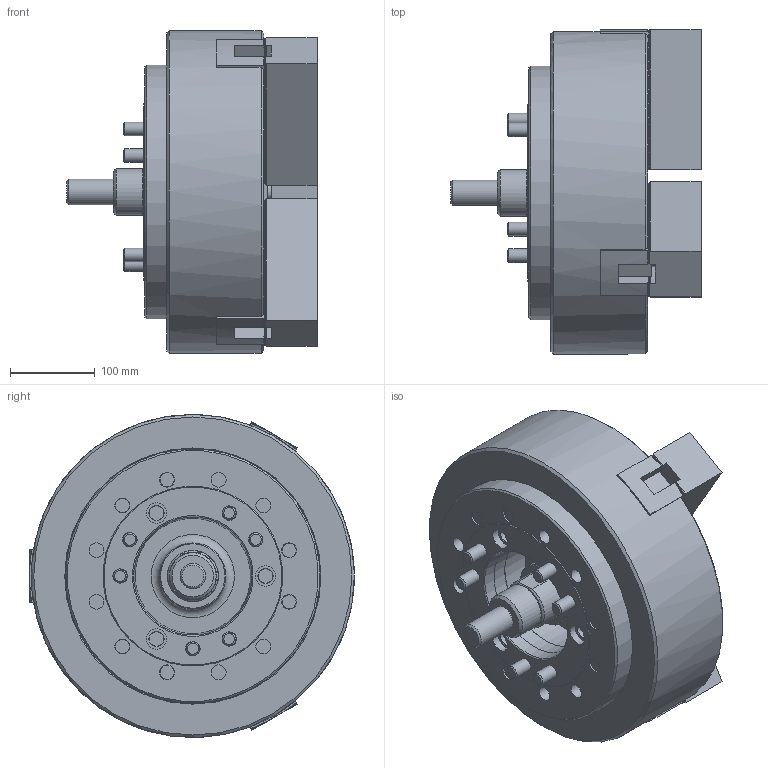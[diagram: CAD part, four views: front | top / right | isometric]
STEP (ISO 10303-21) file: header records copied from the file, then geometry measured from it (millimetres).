
FILE_DESCRIPTION (( 'STEP AP203' ), '1' );
FILE_NAME ('CF-3P-215A8.STEP', '2024-03-13T09:18:20', ( '' ), ( '' ), 'SwSTEP 2.0', 'SolidWorks 2020', '' );
FILE_SCHEMA (( 'CONFIG_CONTROL_DESIGN' ));
Length unit declared in the file: millimetre
Products named in the file (15): CF-3P-215A8; CF-3P-215-02010; 圓頭內六角螺栓_M8x16; CF-3P-215-03000; 圓頭內六角螺栓_M20x55; CF-3H-215-04000(寬25.5)(T型塊); 圓頭內六角螺栓_M20x115; CF-3P-215-04010; 圓頭內六角螺栓_M30x125(全牙); 3P-15-05000; 3H-15-11000-A8法蘭; 3P-15-06000; 圓頭內六角螺栓_M16x40; CF-3P-215-01010; SJ-15P
Assembly tree (37 placements, depth 2):
  CF-3P-215A8
    CF-3P-215-01010
    CF-3P-215-02010
    CF-3P-215-03000  x3
    CF-3H-215-04000(寬25.5)(T型塊)  x3
    CF-3P-215-04010
    3P-15-05000
    3P-15-06000
    SJ-15P  x3
    圓頭內六角螺栓_M8x16  x3
    圓頭內六角螺栓_M20x55  x6
    圓頭內六角螺栓_M20x115  x6
    圓頭內六角螺栓_M30x125(全牙)
    3H-15-11000-A8法蘭
    圓頭內六角螺栓_M16x40  x6
Bounding box: 295.2 x 382.95 x 380.93 mm (x, y, z)
Volume: 15644693.4 mm3; surface area: 1350508.6 mm2
Topology: 37 solids, 37 shells, 5538 faces, 16025 edges, 10628 vertices
Faces by surface type: plane 4095, cylinder 1281, cone 158, torus 4
Full cylindrical faces by diameter (mm): 5 x1, 6.8 x4, 8 x3, 8.5 x3, 9 x3, 10.2 x3, 13 x3, 14 x3, 16 x6, 17 x9, 17.5 x18, 20 x12, 21 x12, 24 x9, 25 x6, 26 x6, 26.5 x1, 27 x1, 30 x14, 32 x12, 45 x1, 47 x1, 55 x1, 58 x1, 60 x1, 60.5 x1, 61 x1, 78 x1, 131 x1, 136 x1
Entity records: 65014 total; most frequent: CARTESIAN_POINT 13600, ORIENTED_EDGE 10912, DIRECTION 9163, EDGE_CURVE 5456, LINE 4239, VECTOR 4239, VERTEX_POINT 3707, AXIS2_PLACEMENT_3D 2462
